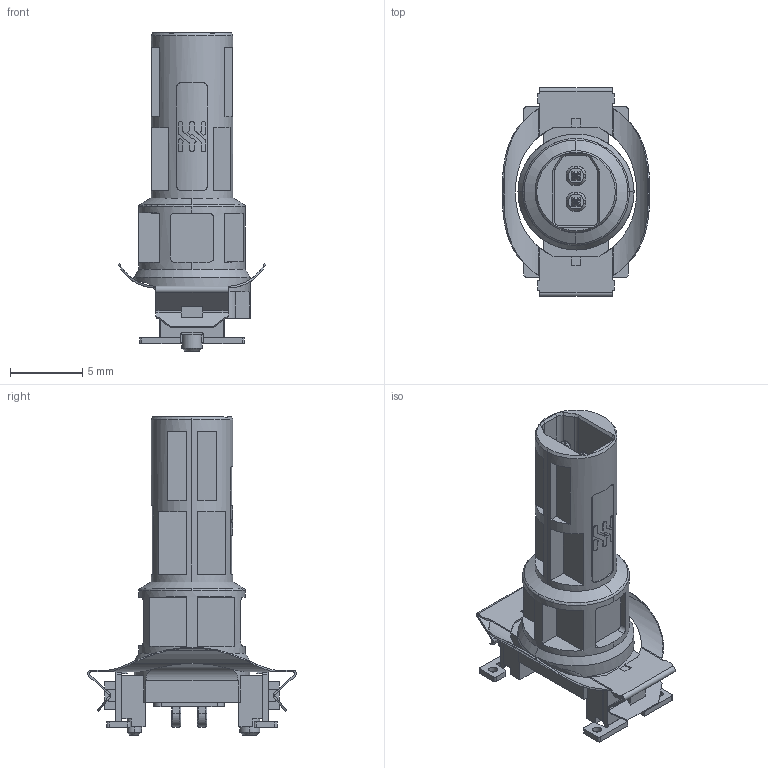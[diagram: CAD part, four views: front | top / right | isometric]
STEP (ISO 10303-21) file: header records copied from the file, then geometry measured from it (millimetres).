
FILE_DESCRIPTION(('CATIA V5 STEP Exchange','CAx-IF Rec.Pracs.--- Model Styling and Organization---1.4--- 2014-01-23'),'2;1');
FILE_NAME ('1324926-1_0_2795110000_2795110000.stp','2021-05-06T06:31:54+00:00',('none'),('Weidmueller'),'CATIA Version 5-6 Release 2016 SP3 HF44','CATIA V5 STEP AP214','none');
FILE_SCHEMA(('AUTOMOTIVE_DESIGN { 1 0 10303 214 1 1 1 1 }'));
Length unit declared in the file: millimetre
Products named in the file (1): 2795110000
Bounding box: 10.26 x 14.48 x 22.1 mm (x, y, z)
Volume: 581.5 mm3; surface area: 1126.6 mm2
Topology: 10 solids, 10 shells, 681 faces, 1804 edges, 1165 vertices
Faces by surface type: plane 331, cylinder 178, bspline 84, extrusion 54, cone 24, torus 10
Entity records: 23280 total; most frequent: CARTESIAN_POINT 8038, ORIENTED_EDGE 3608, DIRECTION 2336, EDGE_CURVE 1804, VERTEX_POINT 1165, VECTOR 1129, LINE 1075, AXIS2_PLACEMENT_3D 740
